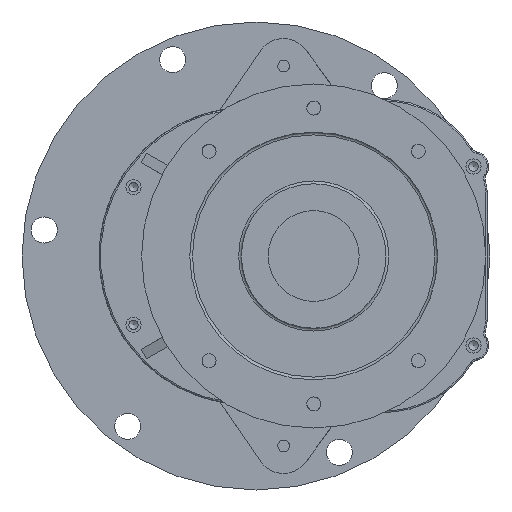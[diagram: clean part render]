
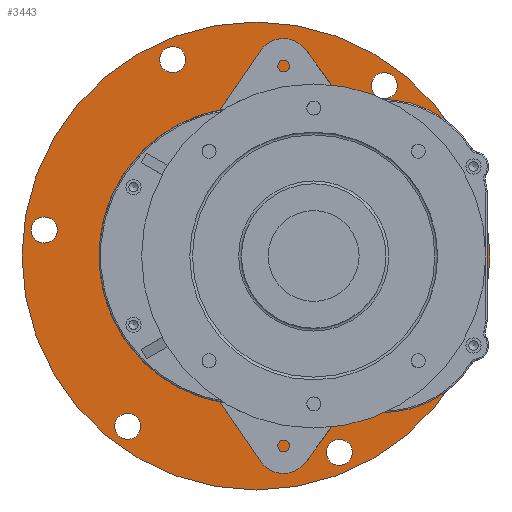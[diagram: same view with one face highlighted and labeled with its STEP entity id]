
A CAD part, left-side view. The second image highlights one B-rep face of the part: STEP entity #3443.
In plain terms, the highlighted planar face has unit normal (-1, 0, 0).
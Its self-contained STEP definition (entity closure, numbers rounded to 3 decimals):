
#308 = AXIS2_PLACEMENT_3D ( 'NONE', #16252, #1186, #6750 ) ;
#591 = AXIS2_PLACEMENT_3D ( 'NONE', #874, #8465, #8589 ) ;
#874 = CARTESIAN_POINT ( 'NONE',  ( 0., -93.281, 123.789 ) ) ;
#1094 = VERTEX_POINT ( 'NONE', #12708 ) ;
#1186 = DIRECTION ( 'NONE',  ( -1., 0., 0. ) ) ;
#2043 = CIRCLE ( 'NONE', #16085, 9.5 ) ;
#2125 = DIRECTION ( 'NONE',  ( 1., 0., 0. ) ) ;
#2241 = EDGE_LOOP ( 'NONE', ( #16843 ) ) ;
#2396 = VERTEX_POINT ( 'NONE', #14068 ) ;
#2598 = CIRCLE ( 'NONE', #591, 9.5 ) ;
#2670 = DIRECTION ( 'NONE',  ( 0., 0., 1. ) ) ;
#3121 = AXIS2_PLACEMENT_3D ( 'NONE', #23905, #21778, #19904 ) ;
#3173 = LINE ( 'NONE', #6840, #17253 ) ;
#3360 = CARTESIAN_POINT ( 'NONE',  ( 0., -60.563, -142.678 ) ) ;
#3443 = ADVANCED_FACE ( 'NONE', ( #8129, #11867, #13375, #5987, #11509, #13615, #21254, #9635 ), #7754, .T. ) ;
#3710 = CARTESIAN_POINT ( 'NONE',  ( 0., 0., -101.823 ) ) ;
#3716 = EDGE_LOOP ( 'NONE', ( #22642 ) ) ;
#3949 = EDGE_CURVE ( 'NONE', #24689, #12132, #14625, .T. ) ;
#4081 = DIRECTION ( 'NONE',  ( 0., 0., 1. ) ) ;
#4177 = AXIS2_PLACEMENT_3D ( 'NONE', #21005, #17244, #4081 ) ;
#4393 = CIRCLE ( 'NONE', #23227, 103. ) ;
#4778 = VERTEX_POINT ( 'NONE', #21455 ) ;
#4780 = DIRECTION ( 'NONE',  ( -1., 0., 0. ) ) ;
#4882 = DIRECTION ( 'NONE',  ( 1., 0., 0. ) ) ;
#5091 = CARTESIAN_POINT ( 'NONE',  ( 0., -82.192, -101.823 ) ) ;
#5177 = EDGE_CURVE ( 'NONE', #11212, #11212, #9963, .T. ) ;
#5258 = DIRECTION ( 'NONE',  ( 0., 0., 1. ) ) ;
#5564 = AXIS2_PLACEMENT_3D ( 'NONE', #21199, #2125, #17434 ) ;
#5700 = CARTESIAN_POINT ( 'NONE',  ( 0., 52.336, 147.428 ) ) ;
#5987 = FACE_BOUND ( 'NONE', #10757, .T. ) ;
#6037 = EDGE_CURVE ( 'NONE', #20843, #20843, #20756, .T. ) ;
#6320 = VERTEX_POINT ( 'NONE', #16066 ) ;
#6367 = VECTOR ( 'NONE', #13295, 1000. ) ;
#6569 = EDGE_LOOP ( 'NONE', ( #14635 ) ) ;
#6680 = VERTEX_POINT ( 'NONE', #8588 ) ;
#6682 = CARTESIAN_POINT ( 'NONE',  ( 0., -153.845, -18.89 ) ) ;
#6750 = DIRECTION ( 'NONE',  ( 0., 0.866, 0.5 ) ) ;
#6840 = CARTESIAN_POINT ( 'NONE',  ( 0., -92.219, 103. ) ) ;
#7023 = DIRECTION ( 'NONE',  ( -1., 0., 0. ) ) ;
#7188 = EDGE_CURVE ( 'NONE', #1094, #9676, #22382, .T. ) ;
#7411 = CIRCLE ( 'NONE', #7819, 9.5 ) ;
#7433 = CARTESIAN_POINT ( 'NONE',  ( 0., 60.563, 142.678 ) ) ;
#7517 = ORIENTED_EDGE ( 'NONE', *, *, #5177, .F. ) ;
#7712 = CARTESIAN_POINT ( 'NONE',  ( 0., 0., -170. ) ) ;
#7754 = PLANE ( 'NONE',  #4177 ) ;
#7819 = AXIS2_PLACEMENT_3D ( 'NONE', #3360, #7023, #12774 ) ;
#8129 = FACE_BOUND ( 'NONE', #12393, .T. ) ;
#8248 = VECTOR ( 'NONE', #11383, 1000. ) ;
#8465 = DIRECTION ( 'NONE',  ( -1., 0., 0. ) ) ;
#8588 = CARTESIAN_POINT ( 'NONE',  ( 0., -153.845, -28.39 ) ) ;
#8589 = DIRECTION ( 'NONE',  ( 0., -0.866, -0.5 ) ) ;
#9364 = EDGE_CURVE ( 'NONE', #15453, #15453, #2043, .T. ) ;
#9424 = CARTESIAN_POINT ( 'NONE',  ( 0., -104.322, -67.747 ) ) ;
#9542 = CIRCLE ( 'NONE', #308, 9.5 ) ;
#9635 = FACE_OUTER_BOUND ( 'NONE', #6569, .T. ) ;
#9676 = VERTEX_POINT ( 'NONE', #10560 ) ;
#9817 = EDGE_LOOP ( 'NONE', ( #10592 ) ) ;
#9963 = CIRCLE ( 'NONE', #3121, 9.5 ) ;
#9974 = ORIENTED_EDGE ( 'NONE', *, *, #16777, .T. ) ;
#10113 = CARTESIAN_POINT ( 'NONE',  ( 0., -9.524, -101.823 ) ) ;
#10560 = CARTESIAN_POINT ( 'NONE',  ( 0., -137.895, -13.006 ) ) ;
#10592 = ORIENTED_EDGE ( 'NONE', *, *, #9364, .F. ) ;
#10757 = EDGE_LOOP ( 'NONE', ( #22960 ) ) ;
#10856 = DIRECTION ( 'NONE',  ( 0., -1., 0. ) ) ;
#10909 = VERTEX_POINT ( 'NONE', #16288 ) ;
#11173 = CARTESIAN_POINT ( 'NONE',  ( 0., 0., 0. ) ) ;
#11212 = VERTEX_POINT ( 'NONE', #17326 ) ;
#11383 = DIRECTION ( 'NONE',  ( 0., -1., 0. ) ) ;
#11410 = EDGE_CURVE ( 'NONE', #9676, #10909, #23249, .T. ) ;
#11509 = FACE_BOUND ( 'NONE', #9817, .T. ) ;
#11840 = AXIS2_PLACEMENT_3D ( 'NONE', #6682, #4780, #20081 ) ;
#11867 = FACE_BOUND ( 'NONE', #2241, .T. ) ;
#12132 = VERTEX_POINT ( 'NONE', #5091 ) ;
#12393 = EDGE_LOOP ( 'NONE', ( #13031 ) ) ;
#12557 = EDGE_LOOP ( 'NONE', ( #7517 ) ) ;
#12708 = CARTESIAN_POINT ( 'NONE',  ( 0., -92.603, 103. ) ) ;
#12774 = DIRECTION ( 'NONE',  ( 0., 0.866, -0.5 ) ) ;
#13031 = ORIENTED_EDGE ( 'NONE', *, *, #14450, .F. ) ;
#13182 = DIRECTION ( 'NONE',  ( 0., -0.866, 0.5 ) ) ;
#13295 = DIRECTION ( 'NONE',  ( 0., 0.545, -0.839 ) ) ;
#13375 = FACE_BOUND ( 'NONE', #3716, .T. ) ;
#13432 = DIRECTION ( 'NONE',  ( -1., 0., 0. ) ) ;
#13541 = EDGE_CURVE ( 'NONE', #10909, #12132, #24683, .T. ) ;
#13615 = FACE_BOUND ( 'NONE', #12557, .T. ) ;
#14068 = CARTESIAN_POINT ( 'NONE',  ( 0., -101.509, 119.039 ) ) ;
#14450 = EDGE_CURVE ( 'NONE', #4778, #4778, #9542, .T. ) ;
#14625 = LINE ( 'NONE', #3710, #8248 ) ;
#14635 = ORIENTED_EDGE ( 'NONE', *, *, #6037, .F. ) ;
#15043 = DIRECTION ( 'NONE',  ( 1., 0., 0. ) ) ;
#15241 = EDGE_CURVE ( 'NONE', #16786, #1094, #3173, .T. ) ;
#15453 = VERTEX_POINT ( 'NONE', #5700 ) ;
#15733 = CARTESIAN_POINT ( 'NONE',  ( 0., -153.845, -18.89 ) ) ;
#15849 = DIRECTION ( 'NONE',  ( -1., 0., 0. ) ) ;
#16066 = CARTESIAN_POINT ( 'NONE',  ( 0., -52.336, -147.428 ) ) ;
#16085 = AXIS2_PLACEMENT_3D ( 'NONE', #7433, #13432, #13182 ) ;
#16252 = CARTESIAN_POINT ( 'NONE',  ( 0., 93.281, -123.789 ) ) ;
#16288 = CARTESIAN_POINT ( 'NONE',  ( 0., -136.894, -17.59 ) ) ;
#16617 = CIRCLE ( 'NONE', #11840, 9.5 ) ;
#16770 = ORIENTED_EDGE ( 'NONE', *, *, #11410, .T. ) ;
#16777 = EDGE_CURVE ( 'NONE', #24689, #16786, #4393, .T. ) ;
#16778 = AXIS2_PLACEMENT_3D ( 'NONE', #11173, #15043, #24320 ) ;
#16786 = VERTEX_POINT ( 'NONE', #19214 ) ;
#16843 = ORIENTED_EDGE ( 'NONE', *, *, #19354, .F. ) ;
#17244 = DIRECTION ( 'NONE',  ( -1., 0., 0. ) ) ;
#17253 = VECTOR ( 'NONE', #10856, 1000. ) ;
#17326 = CARTESIAN_POINT ( 'NONE',  ( 0., 153.845, 28.39 ) ) ;
#17434 = DIRECTION ( 'NONE',  ( 0., 0., -1. ) ) ;
#17528 = ORIENTED_EDGE ( 'NONE', *, *, #13541, .T. ) ;
#18778 = ORIENTED_EDGE ( 'NONE', *, *, #15241, .T. ) ;
#19214 = CARTESIAN_POINT ( 'NONE',  ( 0., 6., 103. ) ) ;
#19354 = EDGE_CURVE ( 'NONE', #6320, #6320, #7411, .T. ) ;
#19904 = DIRECTION ( 'NONE',  ( 0., 0., 1. ) ) ;
#20081 = DIRECTION ( 'NONE',  ( 0., 0., -1. ) ) ;
#20236 = EDGE_CURVE ( 'NONE', #2396, #2396, #2598, .T. ) ;
#20265 = EDGE_CURVE ( 'NONE', #6680, #6680, #16617, .T. ) ;
#20536 = EDGE_LOOP ( 'NONE', ( #23962, #9974, #18778, #24177, #16770, #17528 ) ) ;
#20756 = CIRCLE ( 'NONE', #5564, 170. ) ;
#20843 = VERTEX_POINT ( 'NONE', #7712 ) ;
#21005 = CARTESIAN_POINT ( 'NONE',  ( 0., 0., 0. ) ) ;
#21199 = CARTESIAN_POINT ( 'NONE',  ( 0., 0., 0. ) ) ;
#21254 = FACE_BOUND ( 'NONE', #20536, .T. ) ;
#21455 = CARTESIAN_POINT ( 'NONE',  ( 0., 101.509, -119.039 ) ) ;
#21778 = DIRECTION ( 'NONE',  ( -1., 0., 0. ) ) ;
#22055 = CARTESIAN_POINT ( 'NONE',  ( 0., 6., 0. ) ) ;
#22382 = CIRCLE ( 'NONE', #16778, 138.507 ) ;
#22642 = ORIENTED_EDGE ( 'NONE', *, *, #20265, .F. ) ;
#22960 = ORIENTED_EDGE ( 'NONE', *, *, #20236, .F. ) ;
#23227 = AXIS2_PLACEMENT_3D ( 'NONE', #22055, #4882, #5258 ) ;
#23249 = CIRCLE ( 'NONE', #24442, 17. ) ;
#23905 = CARTESIAN_POINT ( 'NONE',  ( 0., 153.845, 18.89 ) ) ;
#23962 = ORIENTED_EDGE ( 'NONE', *, *, #3949, .F. ) ;
#24177 = ORIENTED_EDGE ( 'NONE', *, *, #7188, .T. ) ;
#24320 = DIRECTION ( 'NONE',  ( 0., 0., 1. ) ) ;
#24442 = AXIS2_PLACEMENT_3D ( 'NONE', #15733, #15849, #2670 ) ;
#24683 = LINE ( 'NONE', #9424, #6367 ) ;
#24689 = VERTEX_POINT ( 'NONE', #10113 ) ;
